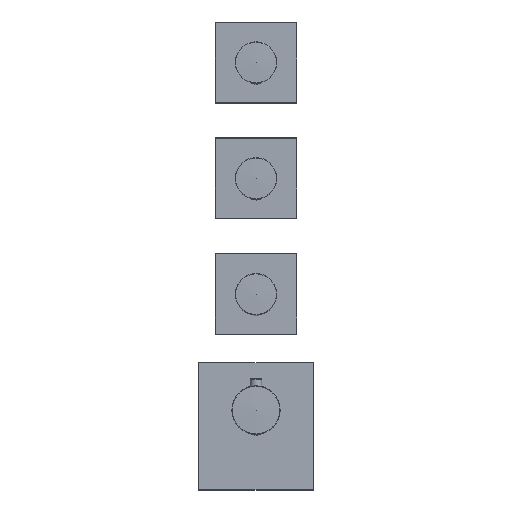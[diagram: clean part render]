
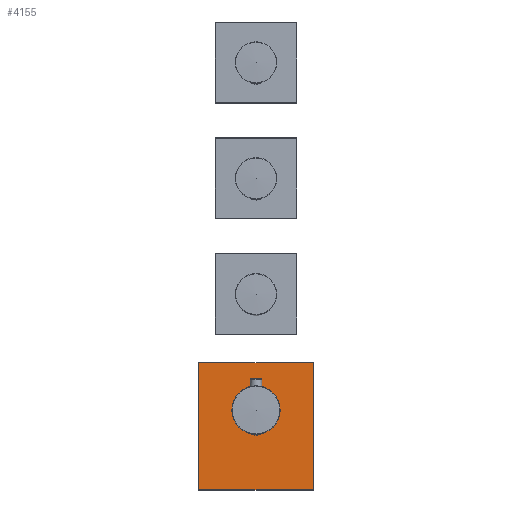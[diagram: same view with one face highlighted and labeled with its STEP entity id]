
A CAD part, front view. The second image highlights one B-rep face of the part: STEP entity #4155.
In plain terms, the highlighted planar face has unit normal (0, -1, 0).
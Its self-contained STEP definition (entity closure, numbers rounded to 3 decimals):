
#27=LINE('',#13095,#235);
#32=LINE('',#13115,#240);
#40=LINE('',#13147,#248);
#41=LINE('',#13151,#249);
#235=VECTOR('',#4906,1000.);
#240=VECTOR('',#4929,1000.);
#248=VECTOR('',#4965,1000.);
#249=VECTOR('',#4972,1000.);
#592=CIRCLE('',#4421,20.85);
#597=CIRCLE('',#4428,0.3);
#602=CIRCLE('',#4437,0.3);
#610=CIRCLE('',#4451,0.3);
#612=CIRCLE('',#4455,0.3);
#777=PLANE('',#4456);
#1274=ORIENTED_EDGE('',*,*,#2319,.F.);
#1275=ORIENTED_EDGE('',*,*,#2355,.T.);
#1276=ORIENTED_EDGE('',*,*,#2353,.T.);
#1277=ORIENTED_EDGE('',*,*,#2357,.T.);
#1278=ORIENTED_EDGE('',*,*,#2326,.T.);
#1279=ORIENTED_EDGE('',*,*,#2329,.T.);
#1280=ORIENTED_EDGE('',*,*,#2336,.T.);
#1281=ORIENTED_EDGE('',*,*,#2339,.T.);
#1282=ORIENTED_EDGE('',*,*,#2356,.T.);
#2319=EDGE_CURVE('',#2923,#2923,#592,.T.);
#2326=EDGE_CURVE('',#2928,#2929,#597,.T.);
#2329=EDGE_CURVE('',#2929,#2931,#27,.T.);
#2336=EDGE_CURVE('',#2931,#2935,#602,.T.);
#2339=EDGE_CURVE('',#2935,#2937,#32,.T.);
#2353=EDGE_CURVE('',#2945,#2946,#610,.T.);
#2355=EDGE_CURVE('',#2947,#2945,#40,.T.);
#2356=EDGE_CURVE('',#2937,#2947,#612,.T.);
#2357=EDGE_CURVE('',#2946,#2928,#41,.T.);
#2923=VERTEX_POINT('',#13074);
#2928=VERTEX_POINT('',#13086);
#2929=VERTEX_POINT('',#13088);
#2931=VERTEX_POINT('',#13094);
#2935=VERTEX_POINT('',#13108);
#2937=VERTEX_POINT('',#13114);
#2945=VERTEX_POINT('',#13140);
#2946=VERTEX_POINT('',#13142);
#2947=VERTEX_POINT('',#13146);
#3534=EDGE_LOOP('',(#1274));
#3535=EDGE_LOOP('',(#1275,#1276,#1277,#1278,#1279,#1280,#1281,#1282));
#3834=FACE_BOUND('',#3534,.T.);
#3835=FACE_BOUND('',#3535,.T.);
#4155=ADVANCED_FACE('',(#3834,#3835),#777,.T.);
#4421=AXIS2_PLACEMENT_3D('',#13073,#4883,#4884);
#4428=AXIS2_PLACEMENT_3D('',#13089,#4899,#4900);
#4437=AXIS2_PLACEMENT_3D('',#13109,#4922,#4923);
#4451=AXIS2_PLACEMENT_3D('',#13143,#4959,#4960);
#4455=AXIS2_PLACEMENT_3D('',#13149,#4968,#4969);
#4456=AXIS2_PLACEMENT_3D('',#13150,#4970,#4971);
#4883=DIRECTION('',(0.,-1.,0.));
#4884=DIRECTION('',(-1.,0.,0.));
#4899=DIRECTION('',(0.,-1.,0.));
#4900=DIRECTION('',(0.,0.,-1.));
#4906=DIRECTION('',(0.,0.,1.));
#4922=DIRECTION('',(0.,-1.,0.));
#4923=DIRECTION('',(1.,0.,0.));
#4929=DIRECTION('',(-1.,0.,0.));
#4959=DIRECTION('',(0.,-1.,0.));
#4960=DIRECTION('',(-1.,0.,0.));
#4965=DIRECTION('',(0.,0.,-1.));
#4968=DIRECTION('',(0.,-1.,0.));
#4969=DIRECTION('',(0.,0.,1.));
#4970=DIRECTION('',(0.,-1.,0.));
#4971=DIRECTION('',(1.,0.,0.));
#4972=DIRECTION('',(1.,0.,0.));
#13073=CARTESIAN_POINT('',(0.,-7.,0.));
#13074=CARTESIAN_POINT('',(-20.85,-7.,0.));
#13086=CARTESIAN_POINT('',(49.5,-7.,-68.8));
#13088=CARTESIAN_POINT('',(49.8,-7.,-68.5));
#13089=CARTESIAN_POINT('',(49.5,-7.,-68.5));
#13094=CARTESIAN_POINT('',(49.8,-7.,40.5));
#13095=CARTESIAN_POINT('',(49.8,-7.,-68.5));
#13108=CARTESIAN_POINT('',(49.5,-7.,40.8));
#13109=CARTESIAN_POINT('',(49.5,-7.,40.5));
#13114=CARTESIAN_POINT('',(-49.5,-7.,40.8));
#13115=CARTESIAN_POINT('',(49.5,-7.,40.8));
#13140=CARTESIAN_POINT('',(-49.8,-7.,-68.5));
#13142=CARTESIAN_POINT('',(-49.5,-7.,-68.8));
#13143=CARTESIAN_POINT('',(-49.5,-7.,-68.5));
#13146=CARTESIAN_POINT('',(-49.8,-7.,40.5));
#13147=CARTESIAN_POINT('',(-49.8,-7.,40.5));
#13149=CARTESIAN_POINT('',(-49.5,-7.,40.5));
#13150=CARTESIAN_POINT('',(0.,-7.,-69.));
#13151=CARTESIAN_POINT('',(-49.5,-7.,-68.8));
